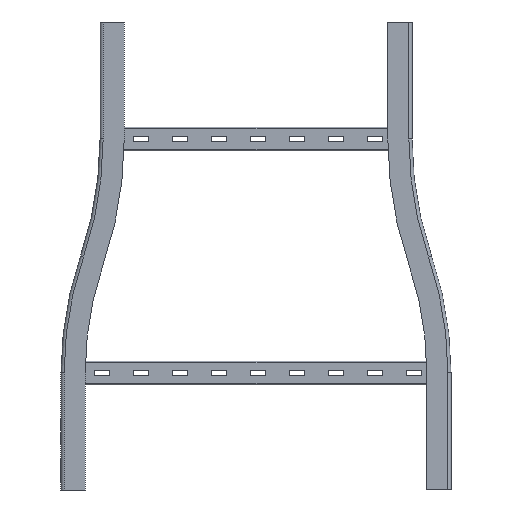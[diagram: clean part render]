
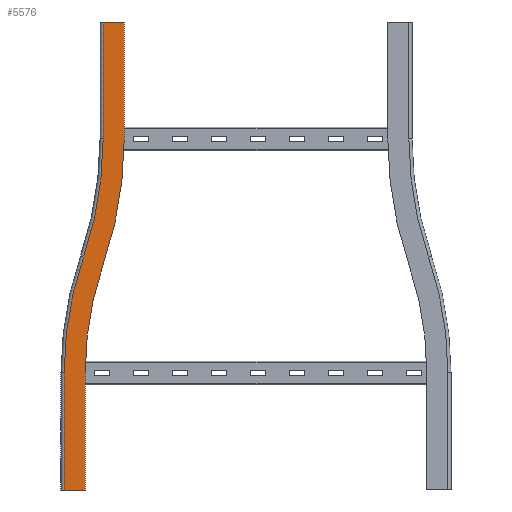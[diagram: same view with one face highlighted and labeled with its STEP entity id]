
A CAD part, front view. The second image highlights one B-rep face of the part: STEP entity #5576.
In plain terms, the highlighted planar face has unit normal (0, -1, 0).
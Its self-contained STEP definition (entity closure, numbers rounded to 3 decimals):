
#156=CIRCLE('',#5970,458.5);
#157=CIRCLE('',#5972,431.5);
#178=CIRCLE('',#6003,466.5);
#179=CIRCLE('',#6005,493.5);
#428=FACE_OUTER_BOUND('',#758,.T.);
#758=EDGE_LOOP('',(#4045,#4046,#4047,#4048,#4049,#4050,#4051,#4052,#4053,
#4054));
#1134=LINE('',#8196,#1784);
#1136=LINE('',#8202,#1786);
#1157=LINE('',#8338,#1807);
#1209=LINE('',#8450,#1859);
#1210=LINE('',#8452,#1860);
#1211=LINE('',#8453,#1861);
#1784=VECTOR('',#6553,10.);
#1786=VECTOR('',#6557,10.);
#1807=VECTOR('',#6726,10.);
#1859=VECTOR('',#6838,10.);
#1860=VECTOR('',#6839,10.);
#1861=VECTOR('',#6840,10.);
#2413=VERTEX_POINT('',#8192);
#2414=VERTEX_POINT('',#8194);
#2416=VERTEX_POINT('',#8199);
#2417=VERTEX_POINT('',#8201);
#2436=VERTEX_POINT('',#8258);
#2438=VERTEX_POINT('',#8263);
#2452=VERTEX_POINT('',#8312);
#2454=VERTEX_POINT('',#8317);
#2488=VERTEX_POINT('',#8446);
#2489=VERTEX_POINT('',#8451);
#2938=EDGE_CURVE('',#2413,#2414,#1134,.T.);
#2940=EDGE_CURVE('',#2416,#2417,#1136,.T.);
#2969=EDGE_CURVE('',#2436,#2413,#156,.T.);
#2971=EDGE_CURVE('',#2438,#2416,#157,.T.);
#2996=EDGE_CURVE('',#2452,#2436,#178,.T.);
#2998=EDGE_CURVE('',#2454,#2438,#179,.T.);
#3009=EDGE_CURVE('',#2417,#2414,#1157,.T.);
#3067=EDGE_CURVE('',#2452,#2488,#1209,.T.);
#3068=EDGE_CURVE('',#2489,#2454,#1210,.T.);
#3069=EDGE_CURVE('',#2488,#2489,#1211,.T.);
#4045=ORIENTED_EDGE('',*,*,#3067,.F.);
#4046=ORIENTED_EDGE('',*,*,#2996,.T.);
#4047=ORIENTED_EDGE('',*,*,#2969,.T.);
#4048=ORIENTED_EDGE('',*,*,#2938,.T.);
#4049=ORIENTED_EDGE('',*,*,#3009,.F.);
#4050=ORIENTED_EDGE('',*,*,#2940,.F.);
#4051=ORIENTED_EDGE('',*,*,#2971,.F.);
#4052=ORIENTED_EDGE('',*,*,#2998,.F.);
#4053=ORIENTED_EDGE('',*,*,#3068,.F.);
#4054=ORIENTED_EDGE('',*,*,#3069,.F.);
#5309=PLANE('',#6046);
#5576=ADVANCED_FACE('',(#428),#5309,.F.);
#5970=AXIS2_PLACEMENT_3D('',#8260,#6623,#6624);
#5972=AXIS2_PLACEMENT_3D('',#8265,#6628,#6629);
#6003=AXIS2_PLACEMENT_3D('',#8314,#6694,#6695);
#6005=AXIS2_PLACEMENT_3D('',#8319,#6699,#6700);
#6046=AXIS2_PLACEMENT_3D('',#8449,#6836,#6837);
#6553=DIRECTION('',(0.,0.,-1.));
#6557=DIRECTION('',(0.,0.,-1.));
#6623=DIRECTION('center_axis',(0.,-1.,0.));
#6624=DIRECTION('ref_axis',(-0.946,0.,0.324));
#6628=DIRECTION('center_axis',(0.,-1.,0.));
#6629=DIRECTION('ref_axis',(-0.946,0.,0.324));
#6694=DIRECTION('center_axis',(0.,1.,0.));
#6695=DIRECTION('ref_axis',(1.,0.,0.));
#6699=DIRECTION('center_axis',(0.,1.,0.));
#6700=DIRECTION('ref_axis',(1.,0.,0.));
#6726=DIRECTION('',(-1.,0.,0.));
#6836=DIRECTION('center_axis',(0.,1.,0.));
#6837=DIRECTION('ref_axis',(0.,0.,1.));
#6838=DIRECTION('',(0.,0.,1.));
#6839=DIRECTION('',(0.,0.,-1.));
#6840=DIRECTION('',(1.,0.,0.));
#8192=CARTESIAN_POINT('',(-77.,0.,-300.));
#8194=CARTESIAN_POINT('',(-77.,0.,-450.));
#8196=CARTESIAN_POINT('',(-77.,0.,-300.));
#8199=CARTESIAN_POINT('',(-50.,0.,-300.));
#8201=CARTESIAN_POINT('',(-50.,0.,-450.));
#8202=CARTESIAN_POINT('',(-50.,0.,-300.));
#8258=CARTESIAN_POINT('',(-52.216,0.,-151.297));
#8260=CARTESIAN_POINT('Origin',(381.5,0.,-300.));
#8263=CARTESIAN_POINT('',(-26.676,0.,-160.054));
#8265=CARTESIAN_POINT('Origin',(381.5,0.,
-300.));
#8312=CARTESIAN_POINT('',(-27.,0.,0.));
#8314=CARTESIAN_POINT('Origin',(-493.5,0.,
0.));
#8317=CARTESIAN_POINT('',(0.,0.,0.));
#8319=CARTESIAN_POINT('Origin',(-493.5,0.,
0.));
#8338=CARTESIAN_POINT('',(-50.,0.,-450.));
#8446=CARTESIAN_POINT('',(-27.,0.,150.));
#8449=CARTESIAN_POINT('Origin',(-60.786,0.,
75.));
#8450=CARTESIAN_POINT('',(-27.,0.,75.));
#8451=CARTESIAN_POINT('',(0.,0.,150.));
#8452=CARTESIAN_POINT('',(0.,0.,0.));
#8453=CARTESIAN_POINT('',(0.,0.,150.));
